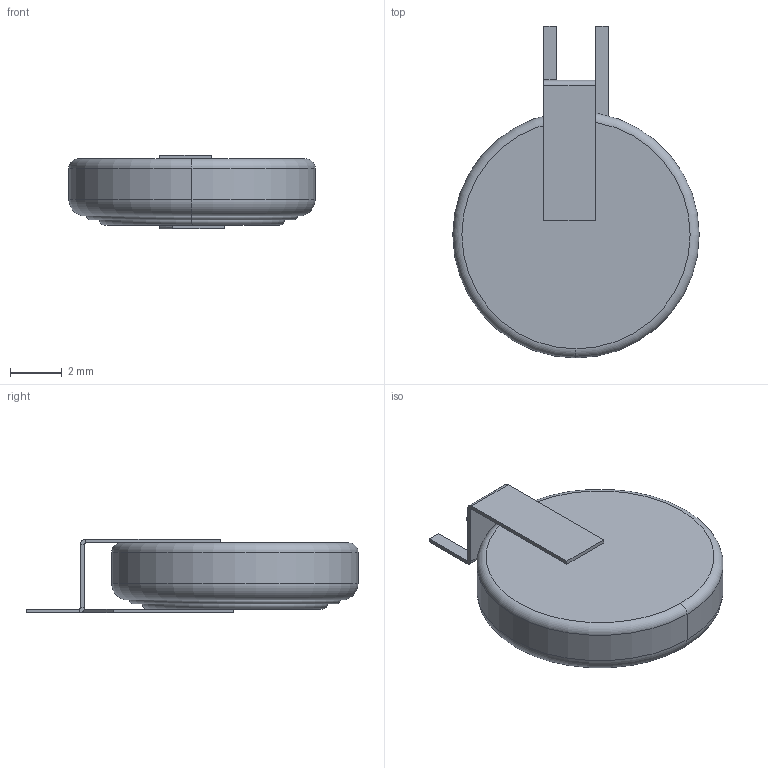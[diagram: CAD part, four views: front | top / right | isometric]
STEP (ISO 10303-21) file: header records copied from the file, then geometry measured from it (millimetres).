
FILE_DESCRIPTION(('FreeCAD Model'),'2;1');
FILE_NAME('Open CASCADE Shape Model','2025-09-18T08:20:35',( 'kicad StepUp'),('ksu MCAD'),'Open CASCADE STEP processor 7.8', 'FreeCAD','Unknown');
FILE_SCHEMA(('CONFIG_CONTROL_DESIGN','SHAPE_APPEARANCE_LAYER_MIM'));
Length unit declared in the file: millimetre
Products named in the file (4): MS920SE-FL27E003; MS920SE-FL27E; MS920SE-FL27E001; MS920SE-FL27E002
Assembly tree (3 placements, depth 2):
  MS920SE-FL27E003
    MS920SE-FL27E
    MS920SE-FL27E001
    MS920SE-FL27E002
Bounding box: 9.5 x 12.8 x 2.85 mm (x, y, z)
Volume: 172.3 mm3; surface area: 262 mm2
Topology: 3 solids, 3 shells, 44 faces, 91 edges, 55 vertices
Faces by surface type: plane 30, torus 8, cylinder 6
Entity records: 1326 total; most frequent: DIRECTION 216, CARTESIAN_POINT 200, ORIENTED_EDGE 182, EDGE_CURVE 91, AXIS2_PLACEMENT_3D 79, LINE 58, VECTOR 58, VERTEX_POINT 55
